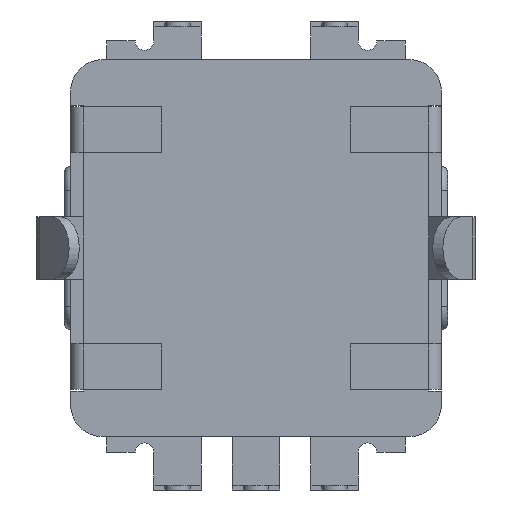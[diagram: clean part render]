
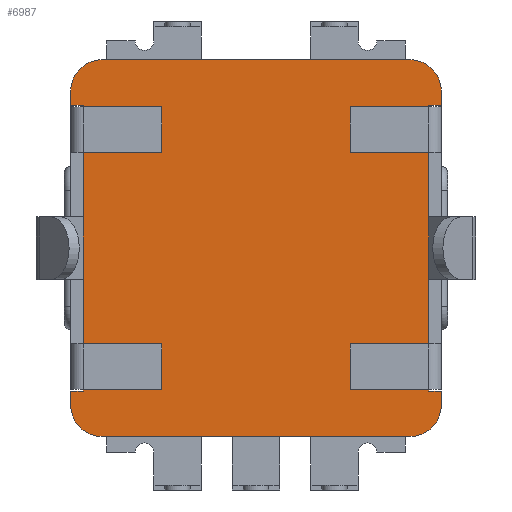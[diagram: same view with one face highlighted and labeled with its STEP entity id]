
A CAD part, front view. The second image highlights one B-rep face of the part: STEP entity #6987.
In plain terms, the highlighted planar face has unit normal (0, -1, 0).
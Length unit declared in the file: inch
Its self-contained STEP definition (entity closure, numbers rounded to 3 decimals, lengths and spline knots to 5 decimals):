
#2550=DIRECTION('',(-1.,0.,0.));
#2551=VECTOR('',#2550,0.4);
#2552=CARTESIAN_POINT('',(5.9,-2.9,-4.55));
#2553=LINE('',#2552,#2551);
#2554=DIRECTION('',(0.,0.,1.));
#2555=VECTOR('',#2554,0.45);
#2556=CARTESIAN_POINT('',(5.9,-2.9,-5.));
#2557=LINE('',#2556,#2555);
#2558=CARTESIAN_POINT('',(4.9,-2.9,-5.));
#2559=DIRECTION('',(0.,-1.,0.));
#2560=DIRECTION('',(0.,0.,-1.));
#2561=AXIS2_PLACEMENT_3D('',#2558,#2559,#2560);
#2563=DIRECTION('',(1.,0.,0.));
#2564=VECTOR('',#2563,9.8);
#2565=CARTESIAN_POINT('',(-4.9,-2.9,-6.));
#2566=LINE('',#2565,#2564);
#2567=CARTESIAN_POINT('',(-4.9,-2.9,-5.));
#2568=DIRECTION('',(0.,-1.,0.));
#2569=DIRECTION('',(-1.,0.,0.));
#2570=AXIS2_PLACEMENT_3D('',#2567,#2568,#2569);
#2572=DIRECTION('',(0.,0.,-1.));
#2573=VECTOR('',#2572,0.45);
#2574=CARTESIAN_POINT('',(-5.9,-2.9,-4.55));
#2575=LINE('',#2574,#2573);
#2576=DIRECTION('',(1.,0.,0.));
#2577=VECTOR('',#2576,0.4);
#2578=CARTESIAN_POINT('',(-5.9,-2.9,-4.55));
#2579=LINE('',#2578,#2577);
#2580=DIRECTION('',(0.,0.,-1.));
#2581=VECTOR('',#2580,0.05);
#2582=CARTESIAN_POINT('',(-5.5,-2.9,-4.5));
#2583=LINE('',#2582,#2581);
#2584=DIRECTION('',(1.,0.,0.));
#2585=VECTOR('',#2584,2.5);
#2586=CARTESIAN_POINT('',(-5.5,-2.9,-4.5));
#2587=LINE('',#2586,#2585);
#2588=DIRECTION('',(0.,0.,1.));
#2589=VECTOR('',#2588,1.45);
#2590=CARTESIAN_POINT('',(-3.,-2.9,-4.5));
#2591=LINE('',#2590,#2589);
#2592=DIRECTION('',(1.,0.,0.));
#2593=VECTOR('',#2592,2.5);
#2594=CARTESIAN_POINT('',(-5.5,-2.9,-3.05));
#2595=LINE('',#2594,#2593);
#2596=DIRECTION('',(0.,0.,1.));
#2597=VECTOR('',#2596,2.05);
#2598=CARTESIAN_POINT('',(-5.5,-2.9,-3.05));
#2599=LINE('',#2598,#2597);
#2600=DIRECTION('',(0.,0.,1.));
#2601=VECTOR('',#2600,2.);
#2602=CARTESIAN_POINT('',(-5.5,-2.9,-1.));
#2603=LINE('',#2602,#2601);
#2604=DIRECTION('',(0.,0.,1.));
#2605=VECTOR('',#2604,2.05);
#2606=CARTESIAN_POINT('',(-5.5,-2.9,1.));
#2607=LINE('',#2606,#2605);
#2608=DIRECTION('',(1.,0.,0.));
#2609=VECTOR('',#2608,2.5);
#2610=CARTESIAN_POINT('',(-5.5,-2.9,3.05));
#2611=LINE('',#2610,#2609);
#2612=DIRECTION('',(0.,0.,1.));
#2613=VECTOR('',#2612,1.45);
#2614=CARTESIAN_POINT('',(-3.,-2.9,3.05));
#2615=LINE('',#2614,#2613);
#2616=DIRECTION('',(1.,0.,0.));
#2617=VECTOR('',#2616,2.5);
#2618=CARTESIAN_POINT('',(-5.5,-2.9,4.5));
#2619=LINE('',#2618,#2617);
#2620=DIRECTION('',(0.,0.,-1.));
#2621=VECTOR('',#2620,0.05);
#2622=CARTESIAN_POINT('',(-5.5,-2.9,4.55));
#2623=LINE('',#2622,#2621);
#2624=DIRECTION('',(1.,0.,0.));
#2625=VECTOR('',#2624,0.4);
#2626=CARTESIAN_POINT('',(-5.9,-2.9,4.55));
#2627=LINE('',#2626,#2625);
#2628=DIRECTION('',(0.,0.,-1.));
#2629=VECTOR('',#2628,0.45);
#2630=CARTESIAN_POINT('',(-5.9,-2.9,5.));
#2631=LINE('',#2630,#2629);
#2632=CARTESIAN_POINT('',(-4.9,-2.9,5.));
#2633=DIRECTION('',(0.,-1.,0.));
#2634=DIRECTION('',(0.,0.,1.));
#2635=AXIS2_PLACEMENT_3D('',#2632,#2633,#2634);
#2637=DIRECTION('',(-1.,0.,0.));
#2638=VECTOR('',#2637,9.8);
#2639=CARTESIAN_POINT('',(4.9,-2.9,6.));
#2640=LINE('',#2639,#2638);
#2641=CARTESIAN_POINT('',(4.9,-2.9,5.));
#2642=DIRECTION('',(0.,-1.,0.));
#2643=DIRECTION('',(1.,0.,0.));
#2644=AXIS2_PLACEMENT_3D('',#2641,#2642,#2643);
#2646=DIRECTION('',(0.,0.,1.));
#2647=VECTOR('',#2646,0.45);
#2648=CARTESIAN_POINT('',(5.9,-2.9,4.55));
#2649=LINE('',#2648,#2647);
#2650=DIRECTION('',(-1.,0.,0.));
#2651=VECTOR('',#2650,0.4);
#2652=CARTESIAN_POINT('',(5.9,-2.9,4.55));
#2653=LINE('',#2652,#2651);
#2654=DIRECTION('',(0.,0.,1.));
#2655=VECTOR('',#2654,0.05);
#2656=CARTESIAN_POINT('',(5.5,-2.9,4.5));
#2657=LINE('',#2656,#2655);
#2658=DIRECTION('',(-1.,0.,0.));
#2659=VECTOR('',#2658,2.5);
#2660=CARTESIAN_POINT('',(5.5,-2.9,4.5));
#2661=LINE('',#2660,#2659);
#2662=DIRECTION('',(0.,0.,-1.));
#2663=VECTOR('',#2662,1.45);
#2664=CARTESIAN_POINT('',(3.,-2.9,4.5));
#2665=LINE('',#2664,#2663);
#2666=DIRECTION('',(-1.,0.,0.));
#2667=VECTOR('',#2666,2.5);
#2668=CARTESIAN_POINT('',(5.5,-2.9,3.05));
#2669=LINE('',#2668,#2667);
#2670=DIRECTION('',(0.,0.,-1.));
#2671=VECTOR('',#2670,2.05);
#2672=CARTESIAN_POINT('',(5.5,-2.9,3.05));
#2673=LINE('',#2672,#2671);
#2674=DIRECTION('',(0.,0.,1.));
#2675=VECTOR('',#2674,2.);
#2676=CARTESIAN_POINT('',(5.5,-2.9,-1.));
#2677=LINE('',#2676,#2675);
#2678=DIRECTION('',(0.,0.,-1.));
#2679=VECTOR('',#2678,2.05);
#2680=CARTESIAN_POINT('',(5.5,-2.9,-1.));
#2681=LINE('',#2680,#2679);
#2682=DIRECTION('',(-1.,0.,0.));
#2683=VECTOR('',#2682,2.5);
#2684=CARTESIAN_POINT('',(5.5,-2.9,-3.05));
#2685=LINE('',#2684,#2683);
#2686=DIRECTION('',(0.,0.,-1.));
#2687=VECTOR('',#2686,1.45);
#2688=CARTESIAN_POINT('',(3.,-2.9,-3.05));
#2689=LINE('',#2688,#2687);
#2690=DIRECTION('',(-1.,0.,0.));
#2691=VECTOR('',#2690,2.5);
#2692=CARTESIAN_POINT('',(5.5,-2.9,-4.5));
#2693=LINE('',#2692,#2691);
#2694=DIRECTION('',(0.,0.,1.));
#2695=VECTOR('',#2694,0.05);
#2696=CARTESIAN_POINT('',(5.5,-2.9,-4.55));
#2697=LINE('',#2696,#2695);
#3387=CARTESIAN_POINT('',(4.9,-2.9,-6.));
#3388=CARTESIAN_POINT('',(5.9,-2.9,-5.));
#3389=VERTEX_POINT('',#3387);
#3390=VERTEX_POINT('',#3388);
#3391=CARTESIAN_POINT('',(5.9,-2.9,5.));
#3392=CARTESIAN_POINT('',(4.9,-2.9,6.));
#3393=VERTEX_POINT('',#3391);
#3394=VERTEX_POINT('',#3392);
#3395=CARTESIAN_POINT('',(-4.9,-2.9,6.));
#3396=VERTEX_POINT('',#3395);
#3397=CARTESIAN_POINT('',(-5.9,-2.9,5.));
#3398=VERTEX_POINT('',#3397);
#3399=CARTESIAN_POINT('',(-5.9,-2.9,-5.));
#3400=CARTESIAN_POINT('',(-4.9,-2.9,-6.));
#3401=VERTEX_POINT('',#3399);
#3402=VERTEX_POINT('',#3400);
#3755=CARTESIAN_POINT('',(5.5,-2.9,-1.));
#3756=CARTESIAN_POINT('',(5.5,-2.9,1.));
#3757=VERTEX_POINT('',#3755);
#3758=VERTEX_POINT('',#3756);
#3791=CARTESIAN_POINT('',(-5.5,-2.9,-1.));
#3792=CARTESIAN_POINT('',(-5.5,-2.9,1.));
#3793=VERTEX_POINT('',#3791);
#3794=VERTEX_POINT('',#3792);
#3811=CARTESIAN_POINT('',(-5.5,-2.9,3.05));
#3812=CARTESIAN_POINT('',(-3.,-2.9,3.05));
#3813=VERTEX_POINT('',#3811);
#3814=VERTEX_POINT('',#3812);
#3815=CARTESIAN_POINT('',(-3.,-2.9,4.5));
#3816=VERTEX_POINT('',#3815);
#3817=CARTESIAN_POINT('',(-3.,-2.9,-4.5));
#3818=CARTESIAN_POINT('',(-3.,-2.9,-3.05));
#3819=VERTEX_POINT('',#3817);
#3820=VERTEX_POINT('',#3818);
#3821=CARTESIAN_POINT('',(-5.5,-2.9,-3.05));
#3822=VERTEX_POINT('',#3821);
#3823=CARTESIAN_POINT('',(5.5,-2.9,-3.05));
#3824=CARTESIAN_POINT('',(3.,-2.9,-3.05));
#3825=VERTEX_POINT('',#3823);
#3826=VERTEX_POINT('',#3824);
#3827=CARTESIAN_POINT('',(3.,-2.9,-4.5));
#3828=VERTEX_POINT('',#3827);
#3829=CARTESIAN_POINT('',(3.,-2.9,4.5));
#3830=CARTESIAN_POINT('',(3.,-2.9,3.05));
#3831=VERTEX_POINT('',#3829);
#3832=VERTEX_POINT('',#3830);
#3833=CARTESIAN_POINT('',(5.5,-2.9,3.05));
#3834=VERTEX_POINT('',#3833);
#3851=CARTESIAN_POINT('',(-5.9,-2.9,-4.55));
#3853=VERTEX_POINT('',#3851);
#3855=CARTESIAN_POINT('',(-5.9,-2.9,4.55));
#3857=VERTEX_POINT('',#3855);
#3859=CARTESIAN_POINT('',(5.9,-2.9,-4.55));
#3861=VERTEX_POINT('',#3859);
#3863=CARTESIAN_POINT('',(5.9,-2.9,4.55));
#3865=VERTEX_POINT('',#3863);
#3875=CARTESIAN_POINT('',(5.5,-2.9,-4.55));
#3876=VERTEX_POINT('',#3875);
#3877=CARTESIAN_POINT('',(5.5,-2.9,-4.5));
#3878=VERTEX_POINT('',#3877);
#3879=CARTESIAN_POINT('',(5.5,-2.9,4.5));
#3880=CARTESIAN_POINT('',(5.5,-2.9,4.55));
#3881=VERTEX_POINT('',#3879);
#3882=VERTEX_POINT('',#3880);
#3883=CARTESIAN_POINT('',(-5.5,-2.9,-4.5));
#3884=CARTESIAN_POINT('',(-5.5,-2.9,-4.55));
#3885=VERTEX_POINT('',#3883);
#3886=VERTEX_POINT('',#3884);
#3887=CARTESIAN_POINT('',(-5.5,-2.9,4.55));
#3888=VERTEX_POINT('',#3887);
#3889=CARTESIAN_POINT('',(-5.5,-2.9,4.5));
#3890=VERTEX_POINT('',#3889);
#6917=CARTESIAN_POINT('',(0.,-2.9,0.));
#6918=DIRECTION('',(0.,-1.,0.));
#6919=DIRECTION('',(0.,0.,-1.));
#6920=AXIS2_PLACEMENT_3D('',#6917,#6918,#6919);
#6921=PLANE('',#6920);
#6922=ORIENTED_EDGE('',*,*,#6909,.F.);
#6923=ORIENTED_EDGE('',*,*,#6842,.F.);
#6925=ORIENTED_EDGE('',*,*,#6924,.F.);
#6926=ORIENTED_EDGE('',*,*,#5569,.F.);
#6928=ORIENTED_EDGE('',*,*,#6927,.F.);
#6929=ORIENTED_EDGE('',*,*,#4055,.F.);
#6930=ORIENTED_EDGE('',*,*,#4128,.T.);
#6932=ORIENTED_EDGE('',*,*,#6931,.F.);
#6934=ORIENTED_EDGE('',*,*,#6933,.T.);
#6936=ORIENTED_EDGE('',*,*,#6935,.T.);
#6938=ORIENTED_EDGE('',*,*,#6937,.F.);
#6940=ORIENTED_EDGE('',*,*,#6939,.T.);
#6942=ORIENTED_EDGE('',*,*,#6941,.T.);
#6944=ORIENTED_EDGE('',*,*,#6943,.T.);
#6946=ORIENTED_EDGE('',*,*,#6945,.T.);
#6948=ORIENTED_EDGE('',*,*,#6947,.T.);
#6950=ORIENTED_EDGE('',*,*,#6949,.F.);
#6952=ORIENTED_EDGE('',*,*,#6951,.F.);
#6954=ORIENTED_EDGE('',*,*,#6953,.F.);
#6955=ORIENTED_EDGE('',*,*,#4075,.F.);
#6957=ORIENTED_EDGE('',*,*,#6956,.F.);
#6958=ORIENTED_EDGE('',*,*,#6514,.F.);
#6959=ORIENTED_EDGE('',*,*,#6827,.F.);
#6960=ORIENTED_EDGE('',*,*,#6854,.F.);
#6962=ORIENTED_EDGE('',*,*,#6961,.T.);
#6964=ORIENTED_EDGE('',*,*,#6963,.F.);
#6966=ORIENTED_EDGE('',*,*,#6965,.T.);
#6968=ORIENTED_EDGE('',*,*,#6967,.T.);
#6970=ORIENTED_EDGE('',*,*,#6969,.F.);
#6972=ORIENTED_EDGE('',*,*,#6971,.T.);
#6974=ORIENTED_EDGE('',*,*,#6973,.F.);
#6976=ORIENTED_EDGE('',*,*,#6975,.T.);
#6978=ORIENTED_EDGE('',*,*,#6977,.T.);
#6980=ORIENTED_EDGE('',*,*,#6979,.T.);
#6982=ORIENTED_EDGE('',*,*,#6981,.F.);
#6984=ORIENTED_EDGE('',*,*,#6983,.F.);
#6985=EDGE_LOOP('',(#6922,#6923,#6925,#6926,#6928,#6929,#6930,#6932,#6934,#6936,
#6938,#6940,#6942,#6944,#6946,#6948,#6950,#6952,#6954,#6955,#6957,#6958,#6959,
#6960,#6962,#6964,#6966,#6968,#6970,#6972,#6974,#6976,#6978,#6980,#6982,#6984));
#6986=FACE_OUTER_BOUND('',#6985,.F.);
#2562=CIRCLE('',#2561,1.);
#2571=CIRCLE('',#2570,1.);
#2636=CIRCLE('',#2635,1.);
#2645=CIRCLE('',#2644,1.);
#4055=EDGE_CURVE('',#3853,#3401,#2575,.T.);
#4075=EDGE_CURVE('',#3398,#3857,#2631,.T.);
#4128=EDGE_CURVE('',#3853,#3886,#2579,.T.);
#5569=EDGE_CURVE('',#3402,#3389,#2566,.T.);
#6514=EDGE_CURVE('',#3394,#3396,#2640,.T.);
#6827=EDGE_CURVE('',#3393,#3394,#2645,.T.);
#6842=EDGE_CURVE('',#3390,#3861,#2557,.T.);
#6854=EDGE_CURVE('',#3865,#3393,#2649,.T.);
#6909=EDGE_CURVE('',#3861,#3876,#2553,.T.);
#6924=EDGE_CURVE('',#3389,#3390,#2562,.T.);
#6927=EDGE_CURVE('',#3401,#3402,#2571,.T.);
#6931=EDGE_CURVE('',#3885,#3886,#2583,.T.);
#6933=EDGE_CURVE('',#3885,#3819,#2587,.T.);
#6935=EDGE_CURVE('',#3819,#3820,#2591,.T.);
#6937=EDGE_CURVE('',#3822,#3820,#2595,.T.);
#6939=EDGE_CURVE('',#3822,#3793,#2599,.T.);
#6941=EDGE_CURVE('',#3793,#3794,#2603,.T.);
#6943=EDGE_CURVE('',#3794,#3813,#2607,.T.);
#6945=EDGE_CURVE('',#3813,#3814,#2611,.T.);
#6947=EDGE_CURVE('',#3814,#3816,#2615,.T.);
#6949=EDGE_CURVE('',#3890,#3816,#2619,.T.);
#6951=EDGE_CURVE('',#3888,#3890,#2623,.T.);
#6953=EDGE_CURVE('',#3857,#3888,#2627,.T.);
#6956=EDGE_CURVE('',#3396,#3398,#2636,.T.);
#6961=EDGE_CURVE('',#3865,#3882,#2653,.T.);
#6963=EDGE_CURVE('',#3881,#3882,#2657,.T.);
#6965=EDGE_CURVE('',#3881,#3831,#2661,.T.);
#6967=EDGE_CURVE('',#3831,#3832,#2665,.T.);
#6969=EDGE_CURVE('',#3834,#3832,#2669,.T.);
#6971=EDGE_CURVE('',#3834,#3758,#2673,.T.);
#6973=EDGE_CURVE('',#3757,#3758,#2677,.T.);
#6975=EDGE_CURVE('',#3757,#3825,#2681,.T.);
#6977=EDGE_CURVE('',#3825,#3826,#2685,.T.);
#6979=EDGE_CURVE('',#3826,#3828,#2689,.T.);
#6981=EDGE_CURVE('',#3878,#3828,#2693,.T.);
#6983=EDGE_CURVE('',#3876,#3878,#2697,.T.);
#6987=ADVANCED_FACE('',(#6986),#6921,.T.);
